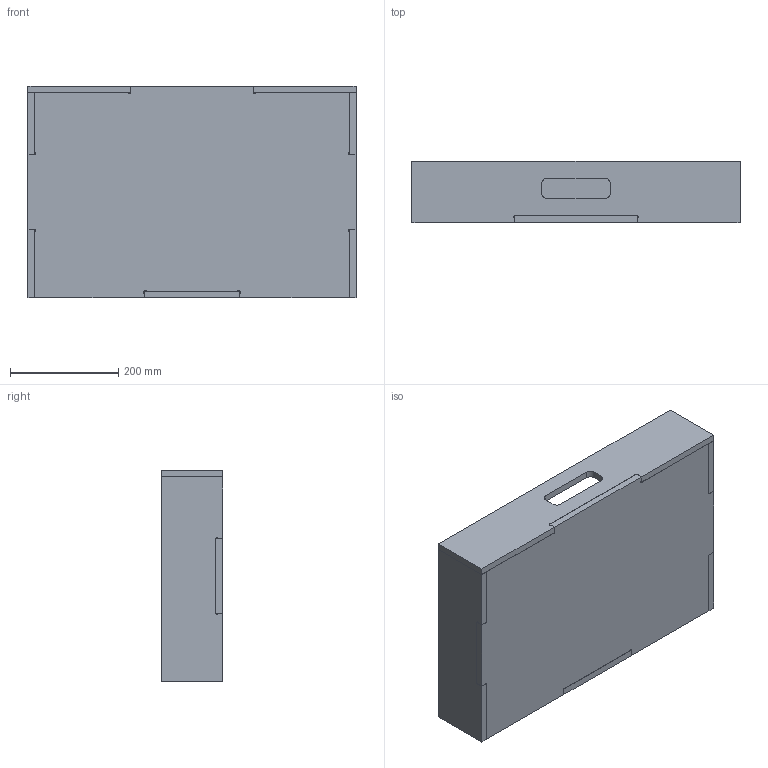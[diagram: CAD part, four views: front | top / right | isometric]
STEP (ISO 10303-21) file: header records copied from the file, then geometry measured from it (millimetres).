
FILE_DESCRIPTION(/* description */ (''),/* implementation_level */ '2;1');
FILE_NAME(/* name */ 'CraftCutterDrawer v5.step',/* time_stamp */ '2020-03-02T23:21:57-05:00',/* author */ (''),/* organization */ (''),/* preprocessor_version */ 'ST-DEVELOPER v18',/* originating_system */ 'Autodesk Translation Framework v8.12.0.6',/* authorisation */ '');
FILE_SCHEMA (('AUTOMOTIVE_DESIGN { 1 0 10303 214 3 1 1 }'));
Length unit declared in the file: inch
Products named in the file (6): CraftCutterDrawer; Bottom; Side; Side (1); Front; Rear
Assembly tree (5 placements, depth 2):
  CraftCutterDrawer
    Bottom
    Side
    Side (1)
    Front
    Rear
Bounding box: 606.55 x 113.73 x 391.73 mm (x, y, z)
Volume: 5427737.2 mm3; surface area: 950388.4 mm2
Topology: 5 solids, 5 shells, 86 faces, 228 edges, 152 vertices
Faces by surface type: plane 66, cylinder 20
Entity records: 2839 total; most frequent: CARTESIAN_POINT 477, DIRECTION 462, ORIENTED_EDGE 456, EDGE_CURVE 228, LINE 188, VECTOR 188, VERTEX_POINT 152, AXIS2_PLACEMENT_3D 137
